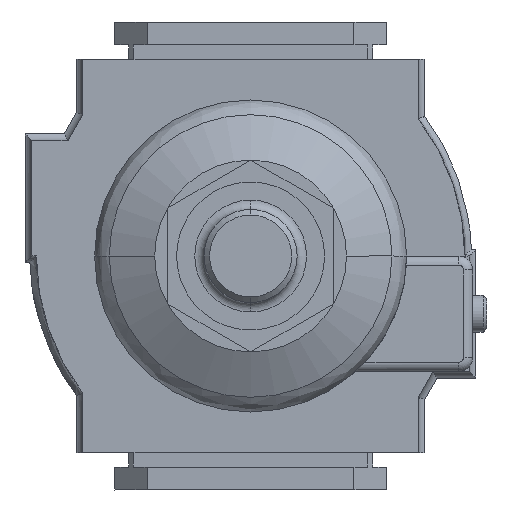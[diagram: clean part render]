
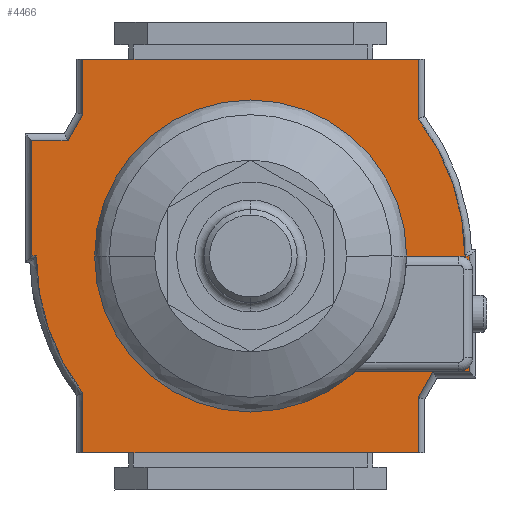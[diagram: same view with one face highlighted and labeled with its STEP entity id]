
A CAD part, front view. The second image highlights one B-rep face of the part: STEP entity #4466.
In plain terms, the highlighted face is planar.
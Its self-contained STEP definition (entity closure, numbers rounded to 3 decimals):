
#40 = CARTESIAN_POINT ( 'NONE',  ( 1.2, 30.9, 0. ) ) ;
#130 = CARTESIAN_POINT ( 'NONE',  ( 23.5, 30.9, 12.4 ) ) ;
#160 = EDGE_LOOP ( 'NONE', ( #2860, #3682, #784, #2753, #2893, #3807, #4114, #4881, #467, #1674, #1732, #3938, #3079, #3397, #6099, #2856 ) ) ;
#218 = EDGE_CURVE ( 'NONE', #3407, #4351, #4002, .T. ) ;
#326 = CARTESIAN_POINT ( 'NONE',  ( -18., 30.9, 14.731 ) ) ;
#411 = DIRECTION ( 'NONE',  ( 1., 0., 0. ) ) ;
#435 = CARTESIAN_POINT ( 'NONE',  ( 23.5, 30.9, 0. ) ) ;
#467 = ORIENTED_EDGE ( 'NONE', *, *, #218, .F. ) ;
#555 = CARTESIAN_POINT ( 'NONE',  ( -19.6, 30.9, -12.4 ) ) ;
#609 = CARTESIAN_POINT ( 'NONE',  ( -23.5, 30.9, -12.4 ) ) ;
#659 = DIRECTION ( 'NONE',  ( -1., 0., 0. ) ) ;
#690 = PLANE ( 'NONE',  #4377 ) ;
#739 = VERTEX_POINT ( 'NONE', #6622 ) ;
#784 = ORIENTED_EDGE ( 'NONE', *, *, #4531, .F. ) ;
#838 = CARTESIAN_POINT ( 'NONE',  ( 18., 30.9, -21.125 ) ) ;
#869 = CARTESIAN_POINT ( 'NONE',  ( 23., 30.9, 0. ) ) ;
#877 = VECTOR ( 'NONE', #3061, 1000. ) ;
#1031 = DIRECTION ( 'NONE',  ( 0.496, 0., -0.868 ) ) ;
#1158 = CARTESIAN_POINT ( 'NONE',  ( 23.5, 30.9, 0. ) ) ;
#1203 = LINE ( 'NONE', #2950, #2299 ) ;
#1205 = EDGE_CURVE ( 'NONE', #4008, #6609, #2093, .T. ) ;
#1269 = VERTEX_POINT ( 'NONE', #6612 ) ;
#1271 = DIRECTION ( 'NONE',  ( 0., 0., 1. ) ) ;
#1330 = LINE ( 'NONE', #5084, #4447 ) ;
#1388 = EDGE_CURVE ( 'NONE', #6609, #2565, #1330, .T. ) ;
#1397 = LINE ( 'NONE', #838, #7063 ) ;
#1485 = EDGE_CURVE ( 'NONE', #1269, #3335, #4214, .T. ) ;
#1512 = CARTESIAN_POINT ( 'NONE',  ( 18., 30.9, 15.2 ) ) ;
#1602 = VECTOR ( 'NONE', #6825, 1000. ) ;
#1610 = EDGE_CURVE ( 'NONE', #2464, #739, #5643, .T. ) ;
#1674 = ORIENTED_EDGE ( 'NONE', *, *, #6171, .F. ) ;
#1693 = VERTEX_POINT ( 'NONE', #326 ) ;
#1732 = ORIENTED_EDGE ( 'NONE', *, *, #3600, .F. ) ;
#1803 = CARTESIAN_POINT ( 'NONE',  ( 0., 30.9, 0. ) ) ;
#1845 = DIRECTION ( 'NONE',  ( -1., 0., 0. ) ) ;
#1914 = FACE_OUTER_BOUND ( 'NONE', #160, .T. ) ;
#1917 = LINE ( 'NONE', #2389, #6105 ) ;
#1980 = EDGE_CURVE ( 'NONE', #3335, #6018, #3563, .T. ) ;
#1986 = CARTESIAN_POINT ( 'NONE',  ( 23.5, 30.9, 12.4 ) ) ;
#2093 = LINE ( 'NONE', #555, #2830 ) ;
#2280 = DIRECTION ( 'NONE',  ( 0., -1., 0. ) ) ;
#2299 = VECTOR ( 'NONE', #2837, 1000. ) ;
#2320 = DIRECTION ( 'NONE',  ( 0., 1., 0. ) ) ;
#2389 = CARTESIAN_POINT ( 'NONE',  ( -18., 30.9, 21.125 ) ) ;
#2464 = VERTEX_POINT ( 'NONE', #3440 ) ;
#2468 = EDGE_CURVE ( 'NONE', #6023, #2464, #5062, .T. ) ;
#2565 = VERTEX_POINT ( 'NONE', #6598 ) ;
#2568 = CARTESIAN_POINT ( 'NONE',  ( -1.2, 30.9, 0. ) ) ;
#2753 = ORIENTED_EDGE ( 'NONE', *, *, #5366, .F. ) ;
#2830 = VECTOR ( 'NONE', #1031, 1000. ) ;
#2837 = DIRECTION ( 'NONE',  ( 0., 0., -1. ) ) ;
#2843 = EDGE_CURVE ( 'NONE', #4351, #4387, #1203, .T. ) ;
#2856 = ORIENTED_EDGE ( 'NONE', *, *, #3922, .F. ) ;
#2859 = CARTESIAN_POINT ( 'NONE',  ( -18., 30.9, -15.2 ) ) ;
#2860 = ORIENTED_EDGE ( 'NONE', *, *, #1980, .F. ) ;
#2893 = ORIENTED_EDGE ( 'NONE', *, *, #1388, .F. ) ;
#2950 = CARTESIAN_POINT ( 'NONE',  ( -23.5, 30.9, 0. ) ) ;
#3004 = DIRECTION ( 'NONE',  ( 0., 0., -1. ) ) ;
#3061 = DIRECTION ( 'NONE',  ( -0.496, 0., 0.868 ) ) ;
#3079 = ORIENTED_EDGE ( 'NONE', *, *, #2468, .F. ) ;
#3212 = EDGE_CURVE ( 'NONE', #5415, #6023, #4138, .T. ) ;
#3259 = AXIS2_PLACEMENT_3D ( 'NONE', #40, #2280, #4477 ) ;
#3334 = DIRECTION ( 'NONE',  ( 1., 0., 0. ) ) ;
#3335 = VERTEX_POINT ( 'NONE', #869 ) ;
#3397 = ORIENTED_EDGE ( 'NONE', *, *, #3212, .F. ) ;
#3407 = VERTEX_POINT ( 'NONE', #5864 ) ;
#3440 = CARTESIAN_POINT ( 'NONE',  ( 18., 30.9, 21.125 ) ) ;
#3563 = LINE ( 'NONE', #4848, #7035 ) ;
#3600 = EDGE_CURVE ( 'NONE', #739, #1693, #1917, .T. ) ;
#3682 = ORIENTED_EDGE ( 'NONE', *, *, #1485, .F. ) ;
#3807 = ORIENTED_EDGE ( 'NONE', *, *, #1205, .F. ) ;
#3878 = CARTESIAN_POINT ( 'NONE',  ( -18., 30.9, -21.125 ) ) ;
#3910 = CARTESIAN_POINT ( 'NONE',  ( -23.5, 30.9, -12.4 ) ) ;
#3922 = EDGE_CURVE ( 'NONE', #6018, #4089, #6127, .T. ) ;
#3938 = ORIENTED_EDGE ( 'NONE', *, *, #1610, .F. ) ;
#4002 = LINE ( 'NONE', #6274, #4545 ) ;
#4008 = VERTEX_POINT ( 'NONE', #4942 ) ;
#4089 = VERTEX_POINT ( 'NONE', #1986 ) ;
#4114 = ORIENTED_EDGE ( 'NONE', *, *, #6546, .F. ) ;
#4138 = LINE ( 'NONE', #5347, #877 ) ;
#4143 = DIRECTION ( 'NONE',  ( 0., 0., -1. ) ) ;
#4146 = DIRECTION ( 'NONE',  ( 1., 0., 0. ) ) ;
#4214 = CIRCLE ( 'NONE', #5263, 24.2 ) ;
#4345 = EDGE_CURVE ( 'NONE', #4089, #5415, #4561, .T. ) ;
#4351 = VERTEX_POINT ( 'NONE', #6745 ) ;
#4377 = AXIS2_PLACEMENT_3D ( 'NONE', #1803, #2320, #5647 ) ;
#4387 = VERTEX_POINT ( 'NONE', #609 ) ;
#4447 = VECTOR ( 'NONE', #3004, 1000. ) ;
#4466 = ADVANCED_FACE ( 'NONE', ( #1914 ), #690, .T. ) ;
#4477 = DIRECTION ( 'NONE',  ( -1., 0., 0. ) ) ;
#4480 = VECTOR ( 'NONE', #5061, 1000. ) ;
#4531 = EDGE_CURVE ( 'NONE', #5838, #1269, #1397, .T. ) ;
#4545 = VECTOR ( 'NONE', #1845, 1000. ) ;
#4561 = LINE ( 'NONE', #130, #1602 ) ;
#4848 = CARTESIAN_POINT ( 'NONE',  ( 23., 30.9, 0. ) ) ;
#4866 = CIRCLE ( 'NONE', #3259, 24.2 ) ;
#4881 = ORIENTED_EDGE ( 'NONE', *, *, #2843, .F. ) ;
#4942 = CARTESIAN_POINT ( 'NONE',  ( -19.6, 30.9, -12.4 ) ) ;
#4955 = DIRECTION ( 'NONE',  ( 1., 0., 0. ) ) ;
#5001 = VECTOR ( 'NONE', #4955, 1000. ) ;
#5061 = DIRECTION ( 'NONE',  ( 0., 0., 1. ) ) ;
#5062 = LINE ( 'NONE', #6211, #6101 ) ;
#5084 = CARTESIAN_POINT ( 'NONE',  ( -18., 30.9, -15.2 ) ) ;
#5239 = DIRECTION ( 'NONE',  ( 0., -1., 0. ) ) ;
#5263 = AXIS2_PLACEMENT_3D ( 'NONE', #2568, #5239, #4146 ) ;
#5347 = CARTESIAN_POINT ( 'NONE',  ( 19.6, 30.9, 12.4 ) ) ;
#5366 = EDGE_CURVE ( 'NONE', #2565, #5838, #6849, .T. ) ;
#5415 = VERTEX_POINT ( 'NONE', #6411 ) ;
#5438 = CARTESIAN_POINT ( 'NONE',  ( 18., 30.9, -21.125 ) ) ;
#5643 = LINE ( 'NONE', #6263, #6437 ) ;
#5647 = DIRECTION ( 'NONE',  ( 0., 0., 1. ) ) ;
#5838 = VERTEX_POINT ( 'NONE', #5438 ) ;
#5864 = CARTESIAN_POINT ( 'NONE',  ( -23., 30.9, 0. ) ) ;
#6018 = VERTEX_POINT ( 'NONE', #435 ) ;
#6023 = VERTEX_POINT ( 'NONE', #1512 ) ;
#6099 = ORIENTED_EDGE ( 'NONE', *, *, #4345, .F. ) ;
#6101 = VECTOR ( 'NONE', #1271, 1000. ) ;
#6105 = VECTOR ( 'NONE', #4143, 1000. ) ;
#6127 = LINE ( 'NONE', #1158, #4480 ) ;
#6171 = EDGE_CURVE ( 'NONE', #1693, #3407, #4866, .T. ) ;
#6211 = CARTESIAN_POINT ( 'NONE',  ( 18., 30.9, 15.2 ) ) ;
#6263 = CARTESIAN_POINT ( 'NONE',  ( 18., 30.9, 21.125 ) ) ;
#6274 = CARTESIAN_POINT ( 'NONE',  ( -23., 30.9, 0. ) ) ;
#6411 = CARTESIAN_POINT ( 'NONE',  ( 19.6, 30.9, 12.4 ) ) ;
#6437 = VECTOR ( 'NONE', #659, 1000. ) ;
#6546 = EDGE_CURVE ( 'NONE', #4387, #4008, #7191, .T. ) ;
#6598 = CARTESIAN_POINT ( 'NONE',  ( -18., 30.9, -21.125 ) ) ;
#6609 = VERTEX_POINT ( 'NONE', #2859 ) ;
#6612 = CARTESIAN_POINT ( 'NONE',  ( 18., 30.9, -14.731 ) ) ;
#6622 = CARTESIAN_POINT ( 'NONE',  ( -18., 30.9, 21.125 ) ) ;
#6745 = CARTESIAN_POINT ( 'NONE',  ( -23.5, 30.9, 0. ) ) ;
#6825 = DIRECTION ( 'NONE',  ( -1., 0., 0. ) ) ;
#6849 = LINE ( 'NONE', #3878, #6956 ) ;
#6956 = VECTOR ( 'NONE', #3334, 1000. ) ;
#7035 = VECTOR ( 'NONE', #411, 1000. ) ;
#7063 = VECTOR ( 'NONE', #7066, 1000. ) ;
#7066 = DIRECTION ( 'NONE',  ( 0., 0., 1. ) ) ;
#7191 = LINE ( 'NONE', #3910, #5001 ) ;
